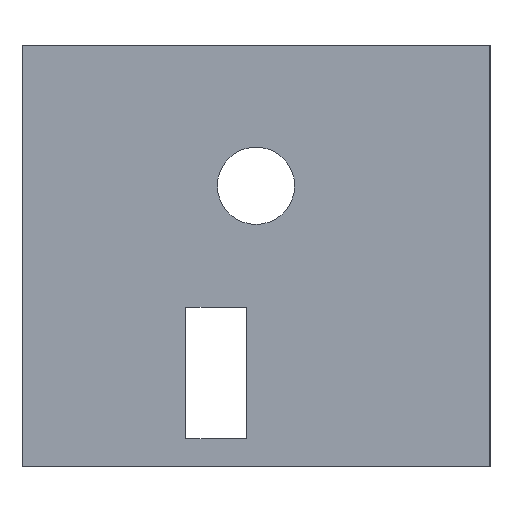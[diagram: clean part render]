
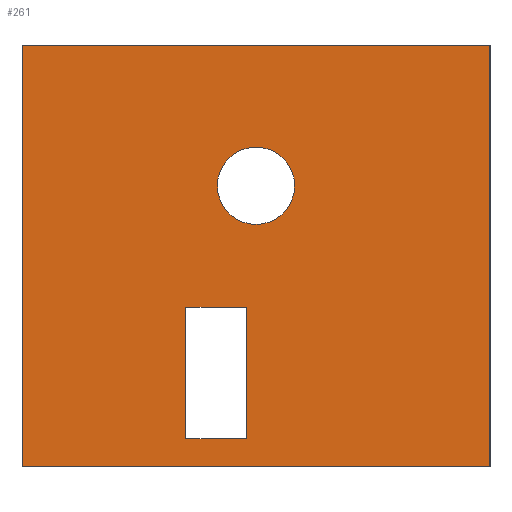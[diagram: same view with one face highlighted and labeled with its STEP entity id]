
A CAD part, left-side view. The second image highlights one B-rep face of the part: STEP entity #261.
In plain terms, the highlighted planar face has unit normal (-1, 0, 0).
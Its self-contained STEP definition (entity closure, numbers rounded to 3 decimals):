
#19 = CARTESIAN_POINT ( 'NONE',  ( -16.1, -20., -4. ) ) ;
#65 = VERTEX_POINT ( 'NONE', #754 ) ;
#67 = DIRECTION ( 'NONE',  ( -1., 0., 0. ) ) ;
#72 = PLANE ( 'NONE',  #367 ) ;
#104 = LINE ( 'NONE', #291, #107 ) ;
#106 = VECTOR ( 'NONE', #712, 1000. ) ;
#107 = VECTOR ( 'NONE', #108, 1000. ) ;
#108 = DIRECTION ( 'NONE',  ( 0., -1., 0. ) ) ;
#111 = CARTESIAN_POINT ( 'NONE',  ( -16.1, -7., 2.8 ) ) ;
#126 = VERTEX_POINT ( 'NONE', #1063 ) ;
#139 = ORIENTED_EDGE ( 'NONE', *, *, #889, .T. ) ;
#147 = CARTESIAN_POINT ( 'NONE',  ( -16.1, -10., 8. ) ) ;
#148 = FACE_BOUND ( 'NONE', #929, .T. ) ;
#152 = VERTEX_POINT ( 'NONE', #969 ) ;
#169 = EDGE_LOOP ( 'NONE', ( #863, #139, #771, #695 ) ) ;
#182 = EDGE_CURVE ( 'NONE', #1015, #441, #895, .T. ) ;
#186 = DIRECTION ( 'NONE',  ( 0., 0., -1. ) ) ;
#205 = EDGE_CURVE ( 'NONE', #126, #401, #1056, .T. ) ;
#220 = LINE ( 'NONE', #828, #1058 ) ;
#221 = FACE_BOUND ( 'NONE', #169, .T. ) ;
#243 = DIRECTION ( 'NONE',  ( 0., 1., 0. ) ) ;
#261 = ADVANCED_FACE ( 'NONE', ( #221, #148, #507 ), #72, .T. ) ;
#270 = VECTOR ( 'NONE', #629, 1000. ) ;
#291 = CARTESIAN_POINT ( 'NONE',  ( -16.1, -7., 2.8 ) ) ;
#313 = DIRECTION ( 'NONE',  ( 0., 1., 0. ) ) ;
#317 = EDGE_CURVE ( 'NONE', #458, #126, #585, .T. ) ;
#333 = ORIENTED_EDGE ( 'NONE', *, *, #1086, .T. ) ;
#355 = ORIENTED_EDGE ( 'NONE', *, *, #705, .T. ) ;
#356 = DIRECTION ( 'NONE',  ( 0., 0., -1. ) ) ;
#367 = AXIS2_PLACEMENT_3D ( 'NONE', #830, #67, #1018 ) ;
#374 = ORIENTED_EDGE ( 'NONE', *, *, #317, .F. ) ;
#387 = CIRCLE ( 'NONE', #1009, 1.65 ) ;
#388 = AXIS2_PLACEMENT_3D ( 'NONE', #811, #552, #186 ) ;
#401 = VERTEX_POINT ( 'NONE', #607 ) ;
#439 = EDGE_LOOP ( 'NONE', ( #1090, #374, #866, #333 ) ) ;
#441 = VERTEX_POINT ( 'NONE', #523 ) ;
#456 = CARTESIAN_POINT ( 'NONE',  ( -16.1, -20., -4. ) ) ;
#458 = VERTEX_POINT ( 'NONE', #19 ) ;
#491 = EDGE_CURVE ( 'NONE', #458, #608, #533, .T. ) ;
#507 = FACE_OUTER_BOUND ( 'NONE', #439, .T. ) ;
#523 = CARTESIAN_POINT ( 'NONE',  ( -16.1, -7., 2.8 ) ) ;
#533 = LINE ( 'NONE', #456, #106 ) ;
#552 = DIRECTION ( 'NONE',  ( 1., 0., 0. ) ) ;
#585 = LINE ( 'NONE', #660, #939 ) ;
#604 = VERTEX_POINT ( 'NONE', #808 ) ;
#607 = CARTESIAN_POINT ( 'NONE',  ( -16.1, 0., 14. ) ) ;
#608 = VERTEX_POINT ( 'NONE', #628 ) ;
#617 = CARTESIAN_POINT ( 'NONE',  ( -16.1, -20., 14. ) ) ;
#628 = CARTESIAN_POINT ( 'NONE',  ( -16.1, -20., 14. ) ) ;
#629 = DIRECTION ( 'NONE',  ( 0., 0., 1. ) ) ;
#630 = CARTESIAN_POINT ( 'NONE',  ( -16.1, -7., -2.8 ) ) ;
#660 = CARTESIAN_POINT ( 'NONE',  ( -16.1, -20., -4. ) ) ;
#695 = ORIENTED_EDGE ( 'NONE', *, *, #182, .T. ) ;
#704 = CARTESIAN_POINT ( 'NONE',  ( -16.1, -10., 9.65 ) ) ;
#705 = EDGE_CURVE ( 'NONE', #604, #886, #387, .T. ) ;
#712 = DIRECTION ( 'NONE',  ( 0., 0., 1. ) ) ;
#713 = LINE ( 'NONE', #617, #879 ) ;
#754 = CARTESIAN_POINT ( 'NONE',  ( -16.1, -9.6, -2.8 ) ) ;
#771 = ORIENTED_EDGE ( 'NONE', *, *, #785, .T. ) ;
#785 = EDGE_CURVE ( 'NONE', #65, #1015, #220, .T. ) ;
#795 = DIRECTION ( 'NONE',  ( 0., 1., 0. ) ) ;
#800 = DIRECTION ( 'NONE',  ( 0., 0., 1. ) ) ;
#808 = CARTESIAN_POINT ( 'NONE',  ( -16.1, -10., 6.35 ) ) ;
#811 = CARTESIAN_POINT ( 'NONE',  ( -16.1, -10., 8. ) ) ;
#828 = CARTESIAN_POINT ( 'NONE',  ( -16.1, -7., -2.8 ) ) ;
#830 = CARTESIAN_POINT ( 'NONE',  ( -16.1, -20., -4. ) ) ;
#863 = ORIENTED_EDGE ( 'NONE', *, *, #1037, .T. ) ;
#866 = ORIENTED_EDGE ( 'NONE', *, *, #491, .T. ) ;
#867 = LINE ( 'NONE', #953, #989 ) ;
#879 = VECTOR ( 'NONE', #795, 1000. ) ;
#886 = VERTEX_POINT ( 'NONE', #704 ) ;
#889 = EDGE_CURVE ( 'NONE', #152, #65, #867, .T. ) ;
#895 = LINE ( 'NONE', #111, #1028 ) ;
#927 = DIRECTION ( 'NONE',  ( 1., 0., 0. ) ) ;
#929 = EDGE_LOOP ( 'NONE', ( #355, #1072 ) ) ;
#939 = VECTOR ( 'NONE', #243, 1000. ) ;
#953 = CARTESIAN_POINT ( 'NONE',  ( -16.1, -9.6, 2.8 ) ) ;
#969 = CARTESIAN_POINT ( 'NONE',  ( -16.1, -9.6, 2.8 ) ) ;
#989 = VECTOR ( 'NONE', #356, 1000. ) ;
#994 = CARTESIAN_POINT ( 'NONE',  ( -16.1, 0., -4. ) ) ;
#1002 = EDGE_CURVE ( 'NONE', #886, #604, #1095, .T. ) ;
#1009 = AXIS2_PLACEMENT_3D ( 'NONE', #147, #927, #1098 ) ;
#1015 = VERTEX_POINT ( 'NONE', #630 ) ;
#1018 = DIRECTION ( 'NONE',  ( 0., 0., 1. ) ) ;
#1028 = VECTOR ( 'NONE', #800, 1000. ) ;
#1037 = EDGE_CURVE ( 'NONE', #441, #152, #104, .T. ) ;
#1056 = LINE ( 'NONE', #994, #270 ) ;
#1058 = VECTOR ( 'NONE', #313, 1000. ) ;
#1063 = CARTESIAN_POINT ( 'NONE',  ( -16.1, 0., -4. ) ) ;
#1072 = ORIENTED_EDGE ( 'NONE', *, *, #1002, .T. ) ;
#1086 = EDGE_CURVE ( 'NONE', #608, #401, #713, .T. ) ;
#1090 = ORIENTED_EDGE ( 'NONE', *, *, #205, .F. ) ;
#1095 = CIRCLE ( 'NONE', #388, 1.65 ) ;
#1098 = DIRECTION ( 'NONE',  ( 0., 0., -1. ) ) ;
